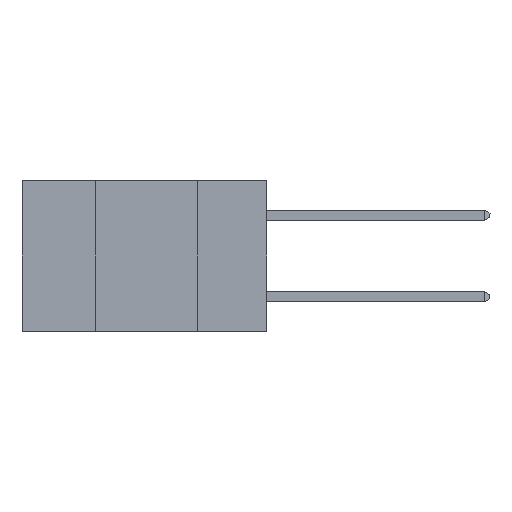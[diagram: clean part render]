
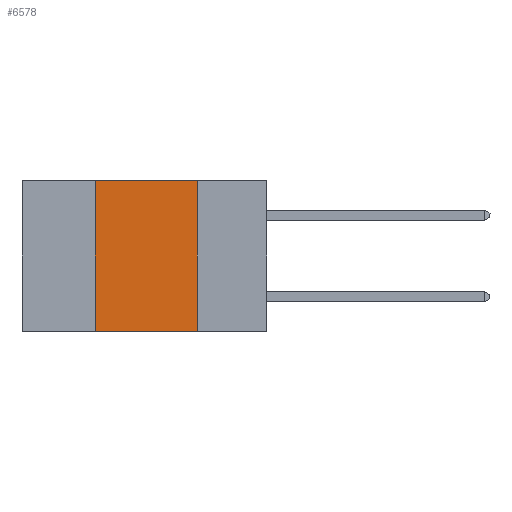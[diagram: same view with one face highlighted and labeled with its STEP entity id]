
A CAD part, left-side view. The second image highlights one B-rep face of the part: STEP entity #6578.
In plain terms, the highlighted planar face has unit normal (-1, 0, 0).
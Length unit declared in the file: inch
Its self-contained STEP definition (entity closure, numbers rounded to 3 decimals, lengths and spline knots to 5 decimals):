
#39 = VERTEX_POINT ( 'NONE', #7833 ) ;
#932 = EDGE_CURVE ( 'NONE', #9990, #39, #20724, .T. ) ;
#1003 = CARTESIAN_POINT ( 'NONE',  ( 0., 0.42, -0.37 ) ) ;
#1399 = VECTOR ( 'NONE', #12971, 39.37008 ) ;
#1943 = LINE ( 'NONE', #18058, #1399 ) ;
#2013 = CARTESIAN_POINT ( 'NONE',  ( 0., 0.17, 0. ) ) ;
#2221 = DIRECTION ( 'NONE',  ( 0., -1., 0. ) ) ;
#5121 = PLANE ( 'NONE',  #16854 ) ;
#6184 = LINE ( 'NONE', #2013, #10795 ) ;
#6578 = ADVANCED_FACE ( 'NONE', ( #20468 ), #5121, .F. ) ;
#6929 = EDGE_LOOP ( 'NONE', ( #14810, #21856, #15359, #20289 ) ) ;
#6936 = DIRECTION ( 'NONE',  ( 1., 0., 0. ) ) ;
#7833 = CARTESIAN_POINT ( 'NONE',  ( 0., 0.17, -0.37 ) ) ;
#8010 = VECTOR ( 'NONE', #15970, 39.37008 ) ;
#9990 = VERTEX_POINT ( 'NONE', #1003 ) ;
#10795 = VECTOR ( 'NONE', #10860, 39.37008 ) ;
#10860 = DIRECTION ( 'NONE',  ( 0., 0., -1. ) ) ;
#10871 = CARTESIAN_POINT ( 'NONE',  ( 0., 0.6, 0. ) ) ;
#11093 = EDGE_CURVE ( 'NONE', #11382, #14951, #21699, .T. ) ;
#11382 = VERTEX_POINT ( 'NONE', #14985 ) ;
#12090 = VECTOR ( 'NONE', #2221, 39.37008 ) ;
#12971 = DIRECTION ( 'NONE',  ( 0., 0., 1. ) ) ;
#13829 = EDGE_CURVE ( 'NONE', #9990, #11382, #1943, .T. ) ;
#14101 = CARTESIAN_POINT ( 'NONE',  ( 0., 0.17, 0. ) ) ;
#14810 = ORIENTED_EDGE ( 'NONE', *, *, #21244, .F. ) ;
#14951 = VERTEX_POINT ( 'NONE', #14101 ) ;
#14985 = CARTESIAN_POINT ( 'NONE',  ( 0., 0.42, 0. ) ) ;
#15359 = ORIENTED_EDGE ( 'NONE', *, *, #13829, .F. ) ;
#15445 = CARTESIAN_POINT ( 'NONE',  ( 0., 0.6, 0. ) ) ;
#15970 = DIRECTION ( 'NONE',  ( 0., -1., 0. ) ) ;
#16854 = AXIS2_PLACEMENT_3D ( 'NONE', #15445, #6936, #18919 ) ;
#18058 = CARTESIAN_POINT ( 'NONE',  ( 0., 0.42, 0. ) ) ;
#18919 = DIRECTION ( 'NONE',  ( 0., 0., -1. ) ) ;
#19372 = CARTESIAN_POINT ( 'NONE',  ( 0., 0.6, -0.37 ) ) ;
#20289 = ORIENTED_EDGE ( 'NONE', *, *, #932, .T. ) ;
#20468 = FACE_OUTER_BOUND ( 'NONE', #6929, .T. ) ;
#20724 = LINE ( 'NONE', #19372, #12090 ) ;
#21244 = EDGE_CURVE ( 'NONE', #14951, #39, #6184, .T. ) ;
#21699 = LINE ( 'NONE', #10871, #8010 ) ;
#21856 = ORIENTED_EDGE ( 'NONE', *, *, #11093, .F. ) ;
